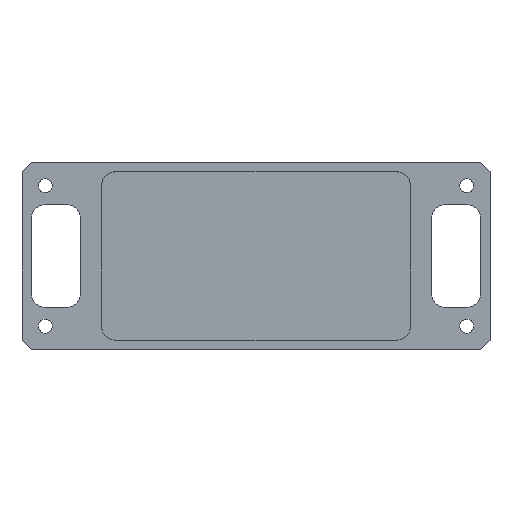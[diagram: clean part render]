
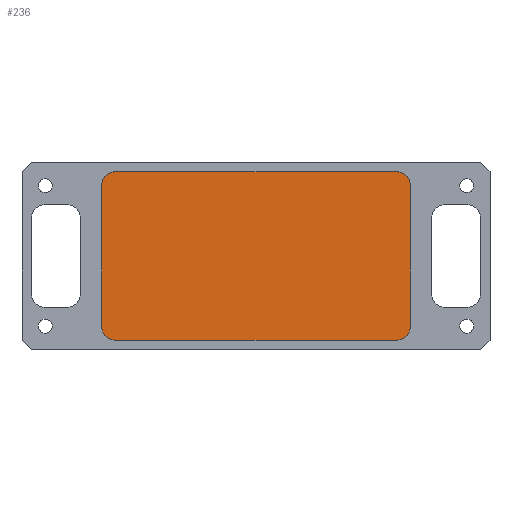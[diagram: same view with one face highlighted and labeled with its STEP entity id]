
A CAD part, top view. The second image highlights one B-rep face of the part: STEP entity #236.
In plain terms, the highlighted planar face has unit normal (0, 0, 1).
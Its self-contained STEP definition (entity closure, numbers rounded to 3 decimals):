
#1 = AXIS2_PLACEMENT_3D ( 'NONE', #1405, #801, #1163 ) ;
#8 = DIRECTION ( 'NONE',  ( 1., 0., 0. ) ) ;
#11 = VERTEX_POINT ( 'NONE', #52 ) ;
#16 = ORIENTED_EDGE ( 'NONE', *, *, #750, .F. ) ;
#36 = EDGE_CURVE ( 'NONE', #482, #813, #632, .T. ) ;
#40 = EDGE_CURVE ( 'NONE', #1010, #482, #301, .T. ) ;
#46 = DIRECTION ( 'NONE',  ( 1., 0., 0. ) ) ;
#52 = CARTESIAN_POINT ( 'NONE',  ( 33., 15., -6. ) ) ;
#55 = CARTESIAN_POINT ( 'NONE',  ( -30., -15., -6. ) ) ;
#64 = DIRECTION ( 'NONE',  ( 1., 0., 0. ) ) ;
#67 = LINE ( 'NONE', #419, #644 ) ;
#106 = CARTESIAN_POINT ( 'NONE',  ( 33., -15., -6. ) ) ;
#168 = CARTESIAN_POINT ( 'NONE',  ( -33., 15., -6. ) ) ;
#169 = DIRECTION ( 'NONE',  ( 1., 0., 0. ) ) ;
#218 = AXIS2_PLACEMENT_3D ( 'NONE', #1436, #841, #446 ) ;
#220 = ORIENTED_EDGE ( 'NONE', *, *, #461, .F. ) ;
#236 = ADVANCED_FACE ( 'NONE', ( #1227 ), #1284, .T. ) ;
#249 = CARTESIAN_POINT ( 'NONE',  ( -30., 15., -6. ) ) ;
#257 = DIRECTION ( 'NONE',  ( 0., 0., -1. ) ) ;
#265 = LINE ( 'NONE', #1067, #1209 ) ;
#301 = LINE ( 'NONE', #1525, #1357 ) ;
#343 = CIRCLE ( 'NONE', #1529, 3. ) ;
#362 = EDGE_CURVE ( 'NONE', #1291, #1367, #265, .T. ) ;
#379 = CIRCLE ( 'NONE', #218, 3. ) ;
#383 = DIRECTION ( 'NONE',  ( 0., 1., 0. ) ) ;
#399 = ORIENTED_EDGE ( 'NONE', *, *, #1017, .F. ) ;
#419 = CARTESIAN_POINT ( 'NONE',  ( 30., 18., -6. ) ) ;
#436 = ORIENTED_EDGE ( 'NONE', *, *, #36, .F. ) ;
#443 = AXIS2_PLACEMENT_3D ( 'NONE', #792, #661, #46 ) ;
#446 = DIRECTION ( 'NONE',  ( 1., 0., 0. ) ) ;
#461 = EDGE_CURVE ( 'NONE', #813, #1003, #67, .T. ) ;
#482 = VERTEX_POINT ( 'NONE', #168 ) ;
#486 = EDGE_LOOP ( 'NONE', ( #16, #220, #436, #791, #399, #978, #1301, #811 ) ) ;
#583 = CARTESIAN_POINT ( 'NONE',  ( -33., -15., -6. ) ) ;
#632 = CIRCLE ( 'NONE', #756, 3. ) ;
#644 = VECTOR ( 'NONE', #64, 1000. ) ;
#661 = DIRECTION ( 'NONE',  ( 0., 0., -1. ) ) ;
#668 = DIRECTION ( 'NONE',  ( 0., 0., -1. ) ) ;
#750 = EDGE_CURVE ( 'NONE', #1003, #11, #379, .T. ) ;
#756 = AXIS2_PLACEMENT_3D ( 'NONE', #249, #257, #8 ) ;
#791 = ORIENTED_EDGE ( 'NONE', *, *, #40, .F. ) ;
#792 = CARTESIAN_POINT ( 'NONE',  ( 30., -15., -6. ) ) ;
#801 = DIRECTION ( 'NONE',  ( 0., 0., 1. ) ) ;
#811 = ORIENTED_EDGE ( 'NONE', *, *, #865, .F. ) ;
#813 = VERTEX_POINT ( 'NONE', #824 ) ;
#824 = CARTESIAN_POINT ( 'NONE',  ( -30., 18., -6. ) ) ;
#841 = DIRECTION ( 'NONE',  ( 0., 0., -1. ) ) ;
#865 = EDGE_CURVE ( 'NONE', #11, #993, #1013, .T. ) ;
#953 = CARTESIAN_POINT ( 'NONE',  ( 30., 18., -6. ) ) ;
#978 = ORIENTED_EDGE ( 'NONE', *, *, #362, .F. ) ;
#993 = VERTEX_POINT ( 'NONE', #106 ) ;
#1003 = VERTEX_POINT ( 'NONE', #953 ) ;
#1010 = VERTEX_POINT ( 'NONE', #583 ) ;
#1013 = LINE ( 'NONE', #1306, #1537 ) ;
#1017 = EDGE_CURVE ( 'NONE', #1367, #1010, #343, .T. ) ;
#1049 = EDGE_CURVE ( 'NONE', #993, #1291, #1517, .T. ) ;
#1067 = CARTESIAN_POINT ( 'NONE',  ( -30., -18., -6. ) ) ;
#1163 = DIRECTION ( 'NONE',  ( 1., 0., 0. ) ) ;
#1171 = DIRECTION ( 'NONE',  ( 0., -1., 0. ) ) ;
#1209 = VECTOR ( 'NONE', #1415, 1000. ) ;
#1227 = FACE_OUTER_BOUND ( 'NONE', #486, .T. ) ;
#1284 = PLANE ( 'NONE',  #1 ) ;
#1291 = VERTEX_POINT ( 'NONE', #1488 ) ;
#1301 = ORIENTED_EDGE ( 'NONE', *, *, #1049, .F. ) ;
#1306 = CARTESIAN_POINT ( 'NONE',  ( 33., -15., -6. ) ) ;
#1357 = VECTOR ( 'NONE', #383, 1000. ) ;
#1367 = VERTEX_POINT ( 'NONE', #1531 ) ;
#1405 = CARTESIAN_POINT ( 'NONE',  ( 0., 0., -6. ) ) ;
#1415 = DIRECTION ( 'NONE',  ( -1., 0., 0. ) ) ;
#1436 = CARTESIAN_POINT ( 'NONE',  ( 30., 15., -6. ) ) ;
#1488 = CARTESIAN_POINT ( 'NONE',  ( 30., -18., -6. ) ) ;
#1517 = CIRCLE ( 'NONE', #443, 3. ) ;
#1525 = CARTESIAN_POINT ( 'NONE',  ( -33., 15., -6. ) ) ;
#1529 = AXIS2_PLACEMENT_3D ( 'NONE', #55, #668, #169 ) ;
#1531 = CARTESIAN_POINT ( 'NONE',  ( -30., -18., -6. ) ) ;
#1537 = VECTOR ( 'NONE', #1171, 1000. ) ;
